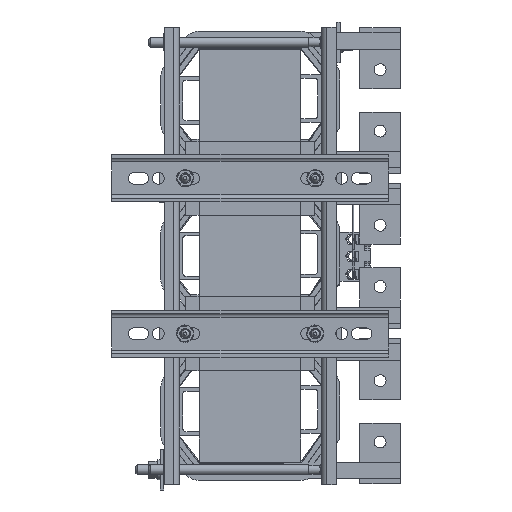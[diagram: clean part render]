
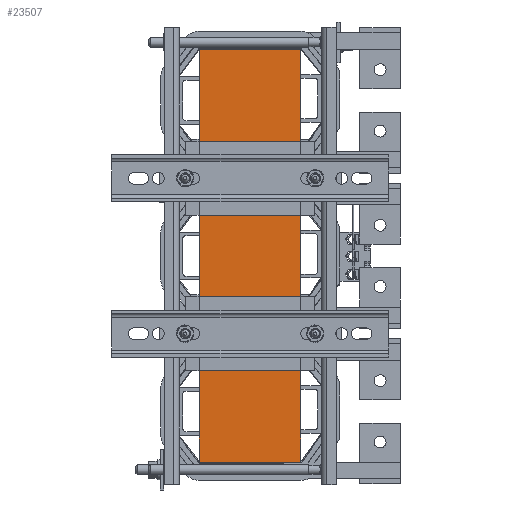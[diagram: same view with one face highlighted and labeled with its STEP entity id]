
A CAD part, front view. The second image highlights one B-rep face of the part: STEP entity #23507.
In plain terms, the highlighted planar face has unit normal (0, -1, 0).
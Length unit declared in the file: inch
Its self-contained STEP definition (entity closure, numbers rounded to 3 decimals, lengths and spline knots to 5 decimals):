
#2474=FACE_OUTER_BOUND('',#3782,.T.);
#3782=EDGE_LOOP('',(#16718,#16719,#16720,#16721));
#5474=LINE('',#34367,#7865);
#5479=LINE('',#34376,#7870);
#5483=LINE('',#34384,#7874);
#5484=LINE('',#34386,#7875);
#7865=VECTOR('',#28186,0.3937);
#7870=VECTOR('',#28193,0.3937);
#7874=VECTOR('',#28201,0.3937);
#7875=VECTOR('',#28204,0.3937);
#10167=VERTEX_POINT('',#34363);
#10169=VERTEX_POINT('',#34366);
#10171=VERTEX_POINT('',#34372);
#10174=VERTEX_POINT('',#34382);
#12647=EDGE_CURVE('',#10169,#10167,#5474,.T.);
#12652=EDGE_CURVE('',#10171,#10169,#5479,.T.);
#12656=EDGE_CURVE('',#10167,#10174,#5483,.T.);
#12657=EDGE_CURVE('',#10174,#10171,#5484,.T.);
#16718=ORIENTED_EDGE('',*,*,#12657,.T.);
#16719=ORIENTED_EDGE('',*,*,#12652,.T.);
#16720=ORIENTED_EDGE('',*,*,#12647,.T.);
#16721=ORIENTED_EDGE('',*,*,#12656,.T.);
#22672=PLANE('',#25559);
#23507=ADVANCED_FACE('',(#2474),#22672,.T.);
#25559=AXIS2_PLACEMENT_3D('',#34385,#28202,#28203);
#28186=DIRECTION('',(1.,0.,0.));
#28193=DIRECTION('',(0.,0.,-1.));
#28201=DIRECTION('',(0.,0.,1.));
#28202=DIRECTION('center_axis',(0.,-1.,0.));
#28203=DIRECTION('ref_axis',(0.,0.,-1.));
#28204=DIRECTION('',(-1.,0.,0.));
#34363=CARTESIAN_POINT('',(2.64847,-2.6455,-7.625));
#34366=CARTESIAN_POINT('',(-1.10153,-2.6455,-7.625));
#34367=CARTESIAN_POINT('',(2.64847,-2.6455,-7.625));
#34372=CARTESIAN_POINT('',(-1.10153,-2.6455,7.625));
#34376=CARTESIAN_POINT('',(-1.10153,-2.6455,0.));
#34382=CARTESIAN_POINT('',(2.64847,-2.6455,7.625));
#34384=CARTESIAN_POINT('',(2.64847,-2.6455,0.));
#34385=CARTESIAN_POINT('Origin',(2.64847,-2.6455,0.));
#34386=CARTESIAN_POINT('',(2.64847,-2.6455,7.625));
